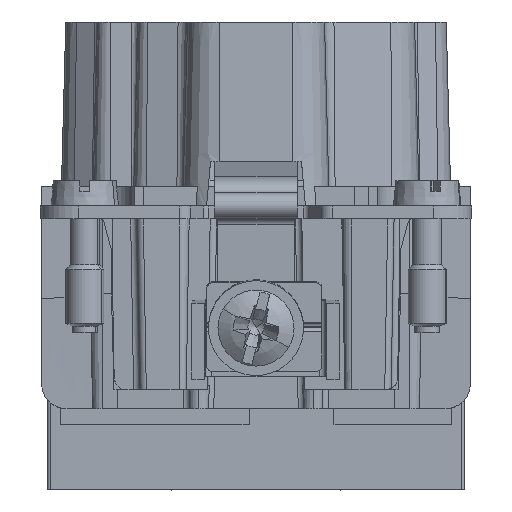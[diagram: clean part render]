
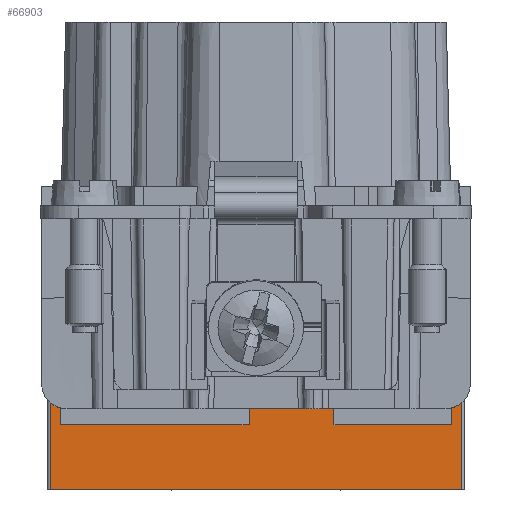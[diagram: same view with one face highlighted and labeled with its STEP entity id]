
A CAD part, front view. The second image highlights one B-rep face of the part: STEP entity #66903.
In plain terms, the highlighted planar face has unit normal (0, -1, 0).
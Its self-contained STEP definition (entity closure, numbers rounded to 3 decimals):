
#66818=AXIS2_PLACEMENT_3D('Plane Axis2P3D',#66815,#66816,#66817) ;
#65799=CARTESIAN_POINT('Vertex',(33.232,15.15,0.)) ;
#65802=CARTESIAN_POINT('Line Origine',(24.791,15.15,0.)) ;
#65806=CARTESIAN_POINT('Vertex',(16.35,15.15,0.)) ;
#65809=CARTESIAN_POINT('Line Origine',(8.559,15.15,0.)) ;
#65813=CARTESIAN_POINT('Vertex',(0.768,15.15,0.)) ;
#66800=CARTESIAN_POINT('Vertex',(33.232,15.15,16.6)) ;
#66803=CARTESIAN_POINT('Line Origine',(33.232,15.15,8.3)) ;
#66815=CARTESIAN_POINT('Axis2P3D Location',(19.7,15.15,17.4)) ;
#66820=CARTESIAN_POINT('Line Origine',(9.009,15.15,5.16)) ;
#66824=CARTESIAN_POINT('Vertex',(1.568,15.15,5.16)) ;
#66826=CARTESIAN_POINT('Vertex',(16.45,15.15,5.16)) ;
#66829=CARTESIAN_POINT('Line Origine',(1.568,15.15,10.88)) ;
#66833=CARTESIAN_POINT('Vertex',(1.568,15.15,16.6)) ;
#66836=CARTESIAN_POINT('Line Origine',(1.168,15.15,16.6)) ;
#66840=CARTESIAN_POINT('Vertex',(0.768,15.15,16.6)) ;
#66843=CARTESIAN_POINT('Line Origine',(0.768,15.15,8.3)) ;
#66848=CARTESIAN_POINT('Line Origine',(32.832,15.15,16.6)) ;
#66852=CARTESIAN_POINT('Vertex',(32.432,15.15,16.6)) ;
#66855=CARTESIAN_POINT('Line Origine',(32.432,15.15,10.88)) ;
#66859=CARTESIAN_POINT('Vertex',(32.432,15.15,5.16)) ;
#66862=CARTESIAN_POINT('Line Origine',(27.791,15.15,5.16)) ;
#66866=CARTESIAN_POINT('Vertex',(23.15,15.15,5.16)) ;
#66869=CARTESIAN_POINT('Line Origine',(23.15,15.15,6.23)) ;
#66873=CARTESIAN_POINT('Vertex',(23.15,15.15,7.3)) ;
#66876=CARTESIAN_POINT('Line Origine',(19.8,15.15,7.3)) ;
#66880=CARTESIAN_POINT('Vertex',(16.45,15.15,7.3)) ;
#66883=CARTESIAN_POINT('Line Origine',(16.45,15.15,6.23)) ;
#65803=DIRECTION('Vector Direction',(-1.,0.,0.)) ;
#65810=DIRECTION('Vector Direction',(1.,0.,0.)) ;
#66804=DIRECTION('Vector Direction',(0.,0.,-1.)) ;
#66816=DIRECTION('Axis2P3D Direction',(0.,-1.,0.)) ;
#66817=DIRECTION('Axis2P3D XDirection',(-1.,0.,0.)) ;
#66821=DIRECTION('Vector Direction',(1.,0.,0.)) ;
#66830=DIRECTION('Vector Direction',(0.,0.,1.)) ;
#66837=DIRECTION('Vector Direction',(1.,0.,0.)) ;
#66844=DIRECTION('Vector Direction',(0.,0.,-1.)) ;
#66849=DIRECTION('Vector Direction',(-1.,0.,0.)) ;
#66856=DIRECTION('Vector Direction',(0.,0.,1.)) ;
#66863=DIRECTION('Vector Direction',(1.,0.,0.)) ;
#66870=DIRECTION('Vector Direction',(0.,0.,1.)) ;
#66877=DIRECTION('Vector Direction',(-1.,0.,0.)) ;
#66884=DIRECTION('Vector Direction',(0.,0.,-1.)) ;
#65804=VECTOR('Line Direction',#65803,1.) ;
#65811=VECTOR('Line Direction',#65810,1.) ;
#66805=VECTOR('Line Direction',#66804,1.) ;
#66822=VECTOR('Line Direction',#66821,1.) ;
#66831=VECTOR('Line Direction',#66830,1.) ;
#66838=VECTOR('Line Direction',#66837,1.) ;
#66845=VECTOR('Line Direction',#66844,1.) ;
#66850=VECTOR('Line Direction',#66849,1.) ;
#66857=VECTOR('Line Direction',#66856,1.) ;
#66864=VECTOR('Line Direction',#66863,1.) ;
#66871=VECTOR('Line Direction',#66870,1.) ;
#66878=VECTOR('Line Direction',#66877,1.) ;
#66885=VECTOR('Line Direction',#66884,1.) ;
#66889=ORIENTED_EDGE('',*,*,#66828,.F.) ;
#66890=ORIENTED_EDGE('',*,*,#66835,.T.) ;
#66891=ORIENTED_EDGE('',*,*,#66842,.T.) ;
#66892=ORIENTED_EDGE('',*,*,#66847,.T.) ;
#66893=ORIENTED_EDGE('',*,*,#65815,.T.) ;
#66894=ORIENTED_EDGE('',*,*,#65808,.F.) ;
#66895=ORIENTED_EDGE('',*,*,#66807,.T.) ;
#66896=ORIENTED_EDGE('',*,*,#66854,.T.) ;
#66897=ORIENTED_EDGE('',*,*,#66861,.T.) ;
#66898=ORIENTED_EDGE('',*,*,#66868,.T.) ;
#66899=ORIENTED_EDGE('',*,*,#66875,.T.) ;
#66900=ORIENTED_EDGE('',*,*,#66882,.T.) ;
#66901=ORIENTED_EDGE('',*,*,#66887,.F.) ;
#66903=ADVANCED_FACE('Hauptkoerper',(#66902),#66819,.T.) ;
#65808=EDGE_CURVE('',#65800,#65807,#65805,.T.) ;
#65815=EDGE_CURVE('',#65814,#65807,#65812,.T.) ;
#66807=EDGE_CURVE('',#65800,#66801,#66806,.F.) ;
#66828=EDGE_CURVE('',#66825,#66827,#66823,.T.) ;
#66835=EDGE_CURVE('',#66825,#66834,#66832,.T.) ;
#66842=EDGE_CURVE('',#66834,#66841,#66839,.F.) ;
#66847=EDGE_CURVE('',#66841,#65814,#66846,.T.) ;
#66854=EDGE_CURVE('',#66801,#66853,#66851,.T.) ;
#66861=EDGE_CURVE('',#66853,#66860,#66858,.F.) ;
#66868=EDGE_CURVE('',#66860,#66867,#66865,.F.) ;
#66875=EDGE_CURVE('',#66867,#66874,#66872,.T.) ;
#66882=EDGE_CURVE('',#66874,#66881,#66879,.T.) ;
#66887=EDGE_CURVE('',#66827,#66881,#66886,.F.) ;
#66888=EDGE_LOOP('',(#66889,#66890,#66891,#66892,#66893,#66894,#66895,#66896,#66897,#66898,#66899,#66900,#66901)) ;
#66902=FACE_OUTER_BOUND('',#66888,.T.) ;
#65805=LINE('Line',#65802,#65804) ;
#65812=LINE('Line',#65809,#65811) ;
#66806=LINE('Line',#66803,#66805) ;
#66823=LINE('Line',#66820,#66822) ;
#66832=LINE('Line',#66829,#66831) ;
#66839=LINE('Line',#66836,#66838) ;
#66846=LINE('Line',#66843,#66845) ;
#66851=LINE('Line',#66848,#66850) ;
#66858=LINE('Line',#66855,#66857) ;
#66865=LINE('Line',#66862,#66864) ;
#66872=LINE('Line',#66869,#66871) ;
#66879=LINE('Line',#66876,#66878) ;
#66886=LINE('Line',#66883,#66885) ;
#66819=PLANE('',#66818) ;
#65800=VERTEX_POINT('',#65799) ;
#65807=VERTEX_POINT('',#65806) ;
#65814=VERTEX_POINT('',#65813) ;
#66801=VERTEX_POINT('',#66800) ;
#66825=VERTEX_POINT('',#66824) ;
#66827=VERTEX_POINT('',#66826) ;
#66834=VERTEX_POINT('',#66833) ;
#66841=VERTEX_POINT('',#66840) ;
#66853=VERTEX_POINT('',#66852) ;
#66860=VERTEX_POINT('',#66859) ;
#66867=VERTEX_POINT('',#66866) ;
#66874=VERTEX_POINT('',#66873) ;
#66881=VERTEX_POINT('',#66880) ;
